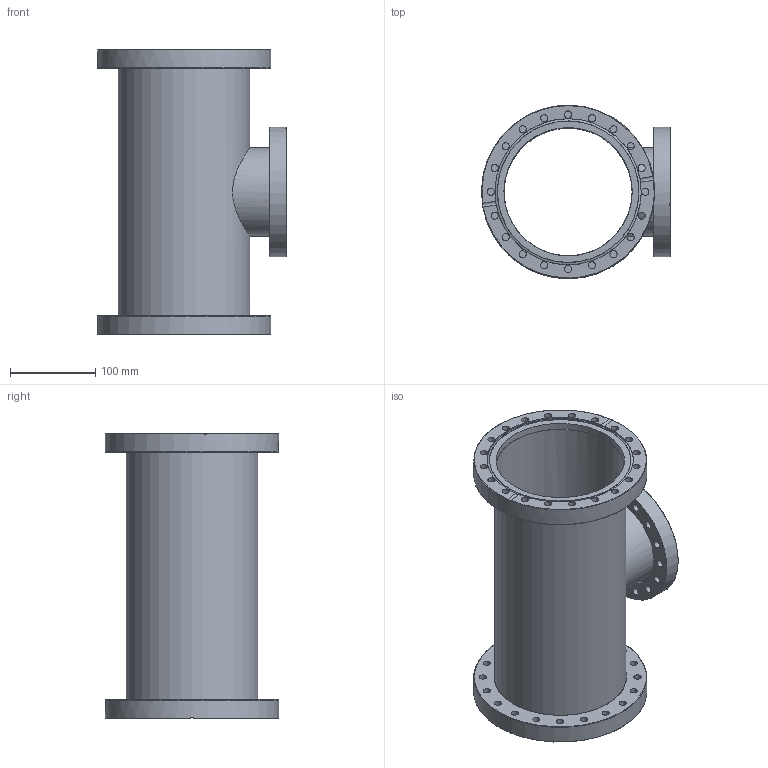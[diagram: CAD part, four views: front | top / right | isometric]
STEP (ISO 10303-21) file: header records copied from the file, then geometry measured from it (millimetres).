
FILE_DESCRIPTION((''),'2;1');
FILE_NAME('UTE1510R-304.stp','2009-04-30T14:10:14',('hasers'),(''),'Autodesk Inventor 2008','Autodesk Inventor 2008','');
FILE_SCHEMA(('AUTOMOTIVE_DESIGN { 1 0 10303 214 1 1 1 1 }'));
Length unit declared in the file: millimetre
Products named in the file (8): UTE1510R-304; Rohre [Subject [Summary]=normal][Keywords [Summary]=1.4301][Title [Summary]=154x2,0 (0,5m)]_1; Rohre [Subject [Summary]=normal][Keywords [Summary]=1.4301][Title [Summary]=104x2,0 (0,5m)]_3; CF-07 [Keywords [Summary]=1.4301][Company [Summary]=Vacom][Title [Summary]=F150B154]; CF-R [Subject [Summary]=-304][Title [Summary]=F150RIB154]; CF-R [Subject [Summary]=-304][Title [Summary]=F150RO]; CF-R [Subject [Summary]=-304][Title [Summary]=F100RIB104]; CF-R [Subject [Summary]=-304][Title [Summary]=F100RO]
Assembly tree (7 placements, depth 2):
  UTE1510R-304
    Rohre [Subject [Summary]=normal][Keywords [Summary]=1.4301][Title [Summary]=154x2,0 (0,5m)]_1
    Rohre [Subject [Summary]=normal][Keywords [Summary]=1.4301][Title [Summary]=104x2,0 (0,5m)]_3
    CF-07 [Keywords [Summary]=1.4301][Company [Summary]=Vacom][Title [Summary]=F150B154]
    CF-R [Subject [Summary]=-304][Title [Summary]=F150RIB154]
    CF-R [Subject [Summary]=-304][Title [Summary]=F150RO]
    CF-R [Subject [Summary]=-304][Title [Summary]=F100RIB104]
    CF-R [Subject [Summary]=-304][Title [Summary]=F100RO]
Bounding box: 221.5 x 203 x 334 mm (x, y, z)
Volume: 1026191.7 mm3; surface area: 519864.4 mm2
Topology: 7 solids, 7 shells, 136 faces, 401 edges, 281 vertices
Faces by surface type: bspline 72, cylinder 20, plane 18, torus 18, cone 8
Full cylindrical faces by diameter (mm): 100 x1, 104 x1, 120.4 x1, 121.2 x1, 150 x1, 150.5 x1, 152 x1, 154 x1, 154.5 x1, 171.3 x1, 171.4 x1, 172.1 x1, 203 x2
Entity records: 5943 total; most frequent: CARTESIAN_POINT 2856, DIRECTION 543, ORIENTED_EDGE 454, EDGE_LOOP 367, AXIS2_PLACEMENT_3D 265, FACE_BOUND 231, EDGE_CURVE 227, VERTEX_POINT 208
